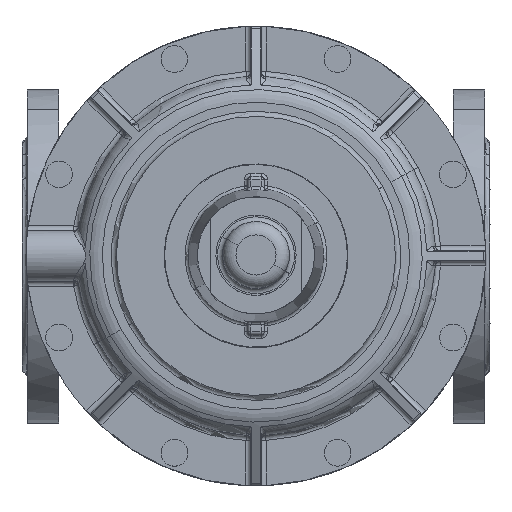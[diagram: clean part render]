
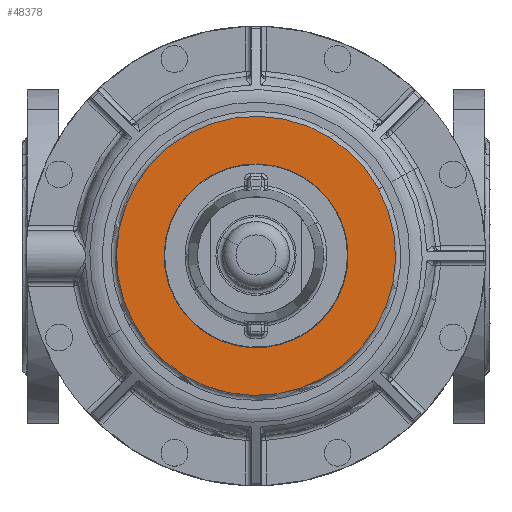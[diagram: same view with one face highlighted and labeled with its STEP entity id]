
A CAD part, top view. The second image highlights one B-rep face of the part: STEP entity #48378.
In plain terms, the highlighted planar face has unit normal (0, 0, 1).
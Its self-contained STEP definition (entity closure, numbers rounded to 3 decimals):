
#48179=DIRECTION('Axis2P3D Direction',(0.,0.,1.)) ;
#48203=DIRECTION('Axis2P3D Direction',(0.,0.,1.)) ;
#48299=DIRECTION('Axis2P3D Direction',(0.,0.,1.)) ;
#48300=DIRECTION('Axis2P3D XDirection',(1.,0.,0.)) ;
#48175=CARTESIAN_POINT('Vertex',(-73.278,-40.032,209.5)) ;
#48178=CARTESIAN_POINT('Axis2P3D Location',(0.,0.,209.5)) ;
#48182=CARTESIAN_POINT('Vertex',(73.278,40.032,209.5)) ;
#48202=CARTESIAN_POINT('Axis2P3D Location',(0.,0.,209.5)) ;
#48298=CARTESIAN_POINT('Axis2P3D Location',(83.5,0.,209.5)) ;
#48308=CARTESIAN_POINT('Control Point',(-47.828,-26.129,209.5)) ;
#48309=CARTESIAN_POINT('Control Point',(-45.401,-30.572,209.5)) ;
#48310=CARTESIAN_POINT('Control Point',(-42.458,-34.733,209.5)) ;
#48311=CARTESIAN_POINT('Control Point',(-39.041,-38.534,209.5)) ;
#48312=CARTESIAN_POINT('Control Point',(-31.39,-45.27,209.5)) ;
#48313=CARTESIAN_POINT('Control Point',(-22.399,-50.073,209.5)) ;
#48314=CARTESIAN_POINT('Control Point',(-17.641,-51.941,209.5)) ;
#48315=CARTESIAN_POINT('Control Point',(-7.783,-54.535,209.5)) ;
#48316=CARTESIAN_POINT('Control Point',(2.407,-54.802,209.5)) ;
#48317=CARTESIAN_POINT('Control Point',(7.497,-54.34,209.5)) ;
#48318=CARTESIAN_POINT('Control Point',(17.473,-52.243,209.5)) ;
#48319=CARTESIAN_POINT('Control Point',(26.703,-47.917,209.5)) ;
#48320=CARTESIAN_POINT('Control Point',(31.046,-45.223,209.5)) ;
#48321=CARTESIAN_POINT('Control Point',(39.026,-38.88,209.5)) ;
#48322=CARTESIAN_POINT('Control Point',(45.34,-30.877,209.5)) ;
#48323=CARTESIAN_POINT('Control Point',(48.016,-26.523,209.5)) ;
#48324=CARTESIAN_POINT('Control Point',(52.309,-17.277,209.5)) ;
#48325=CARTESIAN_POINT('Control Point',(54.368,-7.293,209.5)) ;
#48326=CARTESIAN_POINT('Control Point',(54.811,-2.202,209.5)) ;
#48327=CARTESIAN_POINT('Control Point',(54.583,5.408,209.5)) ;
#48328=CARTESIAN_POINT('Control Point',(53.058,12.827,209.5)) ;
#48329=CARTESIAN_POINT('Control Point',(52.413,15.247,209.5)) ;
#48330=CARTESIAN_POINT('Control Point',(51.632,17.625,209.5)) ;
#48331=CARTESIAN_POINT('Control Point',(50.717,19.95,209.5)) ;
#48332=CARTESIAN_POINT('Vertex',(-47.828,-26.129,209.5)) ;
#48334=CARTESIAN_POINT('Vertex',(50.717,19.95,209.5)) ;
#48338=CARTESIAN_POINT('Control Point',(47.828,26.129,209.5)) ;
#48339=CARTESIAN_POINT('Control Point',(45.401,30.572,209.5)) ;
#48340=CARTESIAN_POINT('Control Point',(42.458,34.733,209.5)) ;
#48341=CARTESIAN_POINT('Control Point',(39.041,38.534,209.5)) ;
#48342=CARTESIAN_POINT('Control Point',(31.39,45.27,209.5)) ;
#48343=CARTESIAN_POINT('Control Point',(22.399,50.073,209.5)) ;
#48344=CARTESIAN_POINT('Control Point',(17.641,51.941,209.5)) ;
#48345=CARTESIAN_POINT('Control Point',(7.783,54.535,209.5)) ;
#48346=CARTESIAN_POINT('Control Point',(-2.407,54.802,209.5)) ;
#48347=CARTESIAN_POINT('Control Point',(-7.497,54.34,209.5)) ;
#48348=CARTESIAN_POINT('Control Point',(-17.473,52.243,209.5)) ;
#48349=CARTESIAN_POINT('Control Point',(-26.703,47.917,209.5)) ;
#48350=CARTESIAN_POINT('Control Point',(-31.046,45.223,209.5)) ;
#48351=CARTESIAN_POINT('Control Point',(-39.026,38.88,209.5)) ;
#48352=CARTESIAN_POINT('Control Point',(-45.34,30.877,209.5)) ;
#48353=CARTESIAN_POINT('Control Point',(-48.016,26.523,209.5)) ;
#48354=CARTESIAN_POINT('Control Point',(-52.309,17.277,209.5)) ;
#48355=CARTESIAN_POINT('Control Point',(-54.368,7.293,209.5)) ;
#48356=CARTESIAN_POINT('Control Point',(-54.811,2.202,209.5)) ;
#48357=CARTESIAN_POINT('Control Point',(-54.542,-6.781,209.5)) ;
#48358=CARTESIAN_POINT('Control Point',(-52.465,-15.499,209.5)) ;
#48359=CARTESIAN_POINT('Control Point',(-51.233,-19.183,209.5)) ;
#48360=CARTESIAN_POINT('Control Point',(-49.681,-22.738,209.5)) ;
#48361=CARTESIAN_POINT('Control Point',(-47.828,-26.129,209.5)) ;
#48362=CARTESIAN_POINT('Vertex',(47.828,26.129,209.5)) ;
#48366=CARTESIAN_POINT('Control Point',(50.717,19.95,209.5)) ;
#48367=CARTESIAN_POINT('Control Point',(50.218,21.22,209.5)) ;
#48368=CARTESIAN_POINT('Control Point',(49.679,22.474,209.5)) ;
#48369=CARTESIAN_POINT('Control Point',(49.099,23.714,209.5)) ;
#48370=CARTESIAN_POINT('Control Point',(48.482,24.931,209.5)) ;
#48371=CARTESIAN_POINT('Control Point',(47.828,26.129,209.5)) ;
#48180=AXIS2_PLACEMENT_3D('Circle Axis2P3D',#48178,#48179,$) ;
#48204=AXIS2_PLACEMENT_3D('Circle Axis2P3D',#48202,#48203,$) ;
#48301=AXIS2_PLACEMENT_3D('Plane Axis2P3D',#48298,#48299,#48300) ;
#48377=FACE_BOUND('',#48373,.T.) ;
#48184=EDGE_CURVE('',#48183,#48176,#48181,.T.) ;
#48206=EDGE_CURVE('',#48176,#48183,#48205,.T.) ;
#48336=EDGE_CURVE('',#48333,#48335,#48307,.T.) ;
#48364=EDGE_CURVE('',#48363,#48333,#48337,.T.) ;
#48372=EDGE_CURVE('',#48335,#48363,#48365,.T.) ;
#48302=PLANE('Plane',#48301) ;
#48304=ORIENTED_EDGE('',*,*,#48206,.T.) ;
#48305=ORIENTED_EDGE('',*,*,#48184,.T.) ;
#48374=ORIENTED_EDGE('',*,*,#48336,.F.) ;
#48375=ORIENTED_EDGE('',*,*,#48364,.F.) ;
#48376=ORIENTED_EDGE('',*,*,#48372,.F.) ;
#48378=ADVANCED_FACE('Brep With Voids',(#48306,#48377),#48302,.T.) ;
#48181=CIRCLE('generated circle',#48180,83.5) ;
#48205=CIRCLE('generated circle',#48204,83.5) ;
#48176=VERTEX_POINT('',#48175) ;
#48183=VERTEX_POINT('',#48182) ;
#48333=VERTEX_POINT('',#48332) ;
#48335=VERTEX_POINT('',#48334) ;
#48363=VERTEX_POINT('',#48362) ;
#48307=B_SPLINE_CURVE_WITH_KNOTS('',5,(#48308,#48309,#48310,#48311,#48312,#48313,#48314,#48315,#48316,#48317,#48318,#48319,#48320,#48321,#48322,#48323,#48324,#48325,#48326,#48327,#48328,#48329,#48330,#48331),.UNSPECIFIED.,.F.,.U.,(6,3,3,3,3,3,3,6),(0.,35.877,71.754,107.631,143.509,179.386,215.263,232.971),.UNSPECIFIED.) ;
#48337=B_SPLINE_CURVE_WITH_KNOTS('',5,(#48338,#48339,#48340,#48341,#48342,#48343,#48344,#48345,#48346,#48347,#48348,#48349,#48350,#48351,#48352,#48353,#48354,#48355,#48356,#48357,#48358,#48359,#48360,#48361),.UNSPECIFIED.,.F.,.U.,(6,3,3,3,3,3,3,6),(0.,35.878,71.756,107.634,143.512,179.39,215.268,242.648),.UNSPECIFIED.) ;
#48365=B_SPLINE_CURVE_WITH_KNOTS('',5,(#48366,#48367,#48368,#48369,#48370,#48371),.UNSPECIFIED.,.F.,.U.,(6,6),(0.,9.65),.UNSPECIFIED.) ;
#48303=EDGE_LOOP('',(#48304,#48305)) ;
#48373=EDGE_LOOP('',(#48374,#48375,#48376)) ;
#48306=FACE_OUTER_BOUND('',#48303,.T.) ;
